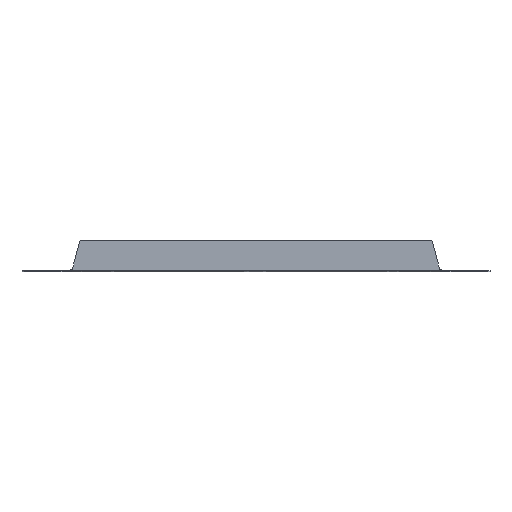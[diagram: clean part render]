
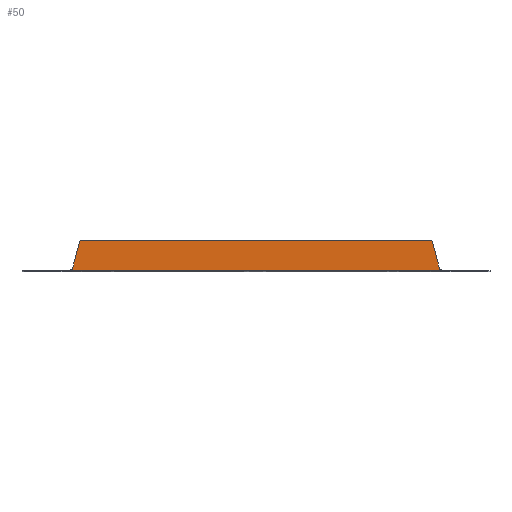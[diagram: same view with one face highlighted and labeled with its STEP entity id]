
A CAD part, front view. The second image highlights one B-rep face of the part: STEP entity #50.
In plain terms, the highlighted planar face has unit normal (0, -1, 0).
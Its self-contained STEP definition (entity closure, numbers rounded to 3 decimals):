
#50=ADVANCED_FACE('',(#132),#1368,.T.);
#132=FACE_OUTER_BOUND('',#214,.T.);
#214=EDGE_LOOP('',(#353,#354,#355,#356));
#353=ORIENTED_EDGE('',*,*,#786,.F.);
#354=ORIENTED_EDGE('',*,*,#784,.F.);
#355=ORIENTED_EDGE('',*,*,#785,.F.);
#356=ORIENTED_EDGE('',*,*,#789,.T.);
#784=EDGE_CURVE('',#1227,#1225,#1010,.T.);
#785=EDGE_CURVE('',#1230,#1227,#1011,.T.);
#786=EDGE_CURVE('',#1225,#1229,#1012,.T.);
#789=EDGE_CURVE('',#1230,#1229,#1015,.T.);
#1010=B_SPLINE_CURVE_WITH_KNOTS('',1,(#2129,#2130),.UNSPECIFIED.,.F.,.F.,
(2,2),(0.,39.34),.UNSPECIFIED.);
#1011=B_SPLINE_CURVE_WITH_KNOTS('',1,(#2131,#2132),.UNSPECIFIED.,.F.,.F.,
(2,2),(-447.492,0.),.UNSPECIFIED.);
#1012=B_SPLINE_CURVE_WITH_KNOTS('',1,(#2133,#2134),.UNSPECIFIED.,.F.,.F.,
(2,2),(0.,467.856),.UNSPECIFIED.);
#1015=B_SPLINE_CURVE_WITH_KNOTS('',1,(#2139,#2140),.UNSPECIFIED.,.F.,.F.,
(2,2),(0.,39.34),.UNSPECIFIED.);
#1225=VERTEX_POINT('',#1883);
#1227=VERTEX_POINT('',#1885);
#1229=VERTEX_POINT('',#1887);
#1230=VERTEX_POINT('',#1888);
#1368=PLANE('',#1462);
#1462=AXIS2_PLACEMENT_3D('',#1724,#1539,$);
#1539=DIRECTION('',(0.,-1.,0.));
#1724=CARTESIAN_POINT('',(-280.715,0.,-1.801));
#1883=CARTESIAN_POINT('',(233.928,0.,2.));
#1885=CARTESIAN_POINT('',(223.746,0.,40.));
#1887=CARTESIAN_POINT('',(-233.928,0.,2.));
#1888=CARTESIAN_POINT('',(-223.746,0.,40.));
#2129=CARTESIAN_POINT('',(223.746,0.,40.));
#2130=CARTESIAN_POINT('',(233.928,0.,2.));
#2131=CARTESIAN_POINT('',(-223.746,0.,40.));
#2132=CARTESIAN_POINT('',(223.746,0.,40.));
#2133=CARTESIAN_POINT('',(233.928,0.,2.));
#2134=CARTESIAN_POINT('',(-233.928,0.,2.));
#2139=CARTESIAN_POINT('',(-223.746,0.,40.));
#2140=CARTESIAN_POINT('',(-233.928,0.,2.));
